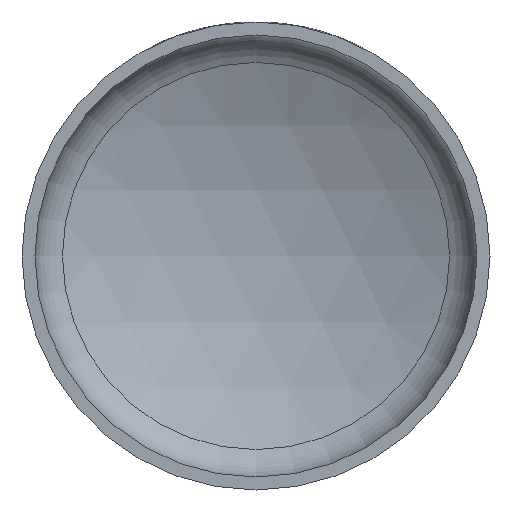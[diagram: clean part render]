
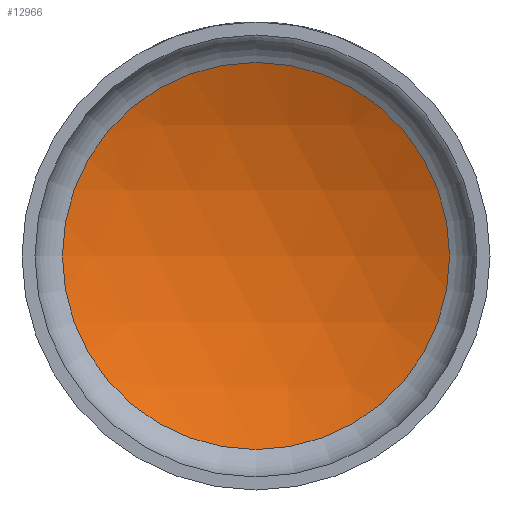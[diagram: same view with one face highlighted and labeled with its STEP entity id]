
A CAD part, front view. The second image highlights one B-rep face of the part: STEP entity #12966.
In plain terms, the highlighted spherical face has radius 108 mm.
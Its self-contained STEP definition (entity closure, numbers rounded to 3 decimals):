
#3396 = CARTESIAN_POINT ( 'NONE',  ( 0., -68.497, 0. ) ) ;
#3659 = EDGE_LOOP ( 'NONE', ( #10269 ) ) ;
#4394 = FACE_OUTER_BOUND ( 'NONE', #3659, .T. ) ;
#5102 = AXIS2_PLACEMENT_3D ( 'NONE', #3396, #16256, #5242 ) ;
#5242 = DIRECTION ( 'NONE',  ( 1., 0., 0. ) ) ;
#5998 = EDGE_CURVE ( 'NONE', #18286, #18286, #17079, .T. ) ;
#6634 = CARTESIAN_POINT ( 'NONE',  ( 0., 29.833, -44.667 ) ) ;
#9984 = AXIS2_PLACEMENT_3D ( 'NONE', #15501, #15583, #19210 ) ;
#10269 = ORIENTED_EDGE ( 'NONE', *, *, #5998, .T. ) ;
#12966 = ADVANCED_FACE ( 'NONE', ( #4394 ), #21485, .F. ) ;
#15501 = CARTESIAN_POINT ( 'NONE',  ( 0., 29.833, 0. ) ) ;
#15583 = DIRECTION ( 'NONE',  ( 0., -1., 0. ) ) ;
#16256 = DIRECTION ( 'NONE',  ( 0., 0., 1. ) ) ;
#17079 = CIRCLE ( 'NONE', #9984, 44.667 ) ;
#18286 = VERTEX_POINT ( 'NONE', #6634 ) ;
#19210 = DIRECTION ( 'NONE',  ( 0., 0., -1. ) ) ;
#21485 = SPHERICAL_SURFACE ( 'NONE', #5102, 108. ) ;
